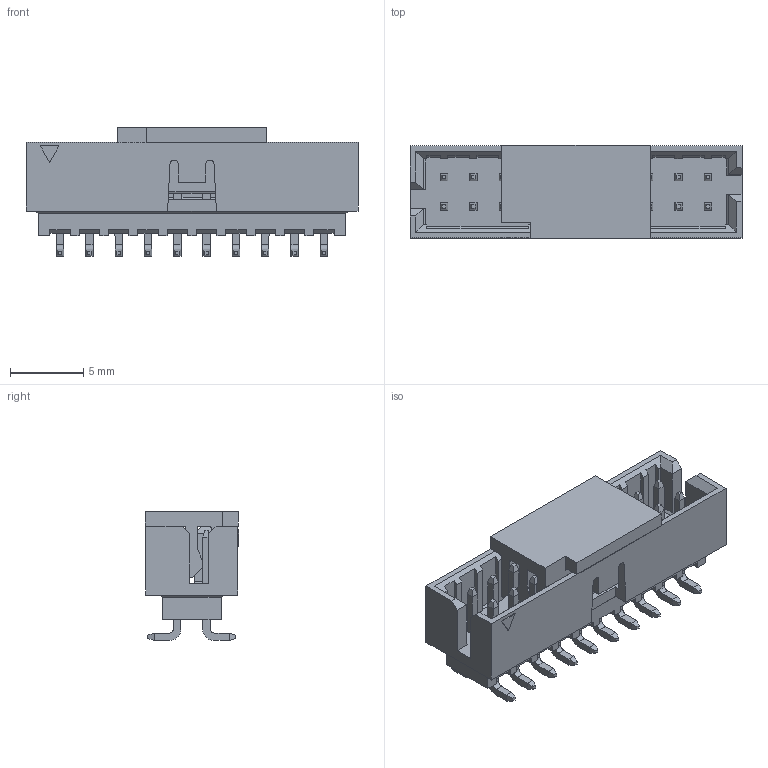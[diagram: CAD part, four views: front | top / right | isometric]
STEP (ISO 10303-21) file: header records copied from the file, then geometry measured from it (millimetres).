
FILE_DESCRIPTION( ('This file contains a STEP AP42 implementation' ,'as created by ZW3D STEP Interface translator.') ,'2;1' );
FILE_NAME( '3121B-XXMXXBK00X1.stp' ,'2312 5.171543', (''), ('ZWCAD Software Co.'), 'Version 1.0', 'ZW3D to STEP translator', '' );
FILE_SCHEMA(('AUTOMOTIVE_DESIGN { 1 0 10303 214 1 1 1 1 }'));
Length unit declared in the file: millimetre
Products named in the file (2): 0; 3121B-20MG0BK00R1
Bounding box: 22.65 x 6.38 x 8.8 mm (x, y, z)
Volume: 564.3 mm3; surface area: 1493.1 mm2
Topology: 2 solids, 2 shells, 744 faces, 1952 edges, 1231 vertices
Faces by surface type: plane 688, cylinder 56
Entity records: 23017 total; most frequent: CARTESIAN_POINT 3928, ORIENTED_EDGE 3904, DIRECTION 3555, EDGE_CURVE 1952, VECTOR 1839, LINE 1839, VERTEX_POINT 1231, AXIS2_PLACEMENT_3D 858
